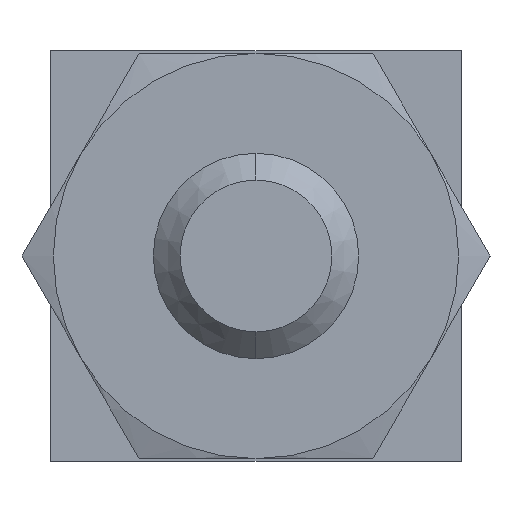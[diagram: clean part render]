
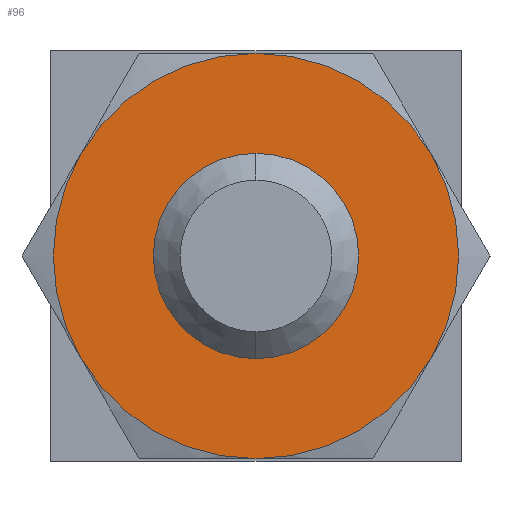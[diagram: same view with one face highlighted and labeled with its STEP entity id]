
A CAD part, left-side view. The second image highlights one B-rep face of the part: STEP entity #96.
In plain terms, the highlighted planar face has unit normal (-1, 0, 0).
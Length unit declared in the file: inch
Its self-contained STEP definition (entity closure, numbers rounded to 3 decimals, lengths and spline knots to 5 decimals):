
#63 = DIRECTION ( 'NONE',  ( -1., 0., 0. ) ) ;
#94 = CARTESIAN_POINT ( 'NONE',  ( 0., -0.16238, 0.09375 ) ) ;
#96 = ADVANCED_FACE ( 'PLANAR_0', ( #1030, #1027 ), #364, .F. ) ;
#99 = AXIS2_PLACEMENT_3D ( 'NONE', #533, #523, #515 ) ;
#110 = CARTESIAN_POINT ( 'NONE',  ( 0., -0.16238, -0.09375 ) ) ;
#124 = CARTESIAN_POINT ( 'NONE',  ( 0., 0., 0. ) ) ;
#141 = AXIS2_PLACEMENT_3D ( 'NONE', #723, #460, #288 ) ;
#204 = EDGE_CURVE ( 'NONE', #1348, #1120, #1009, .T. ) ;
#288 = DIRECTION ( 'NONE',  ( 0., 0., -1. ) ) ;
#360 = CIRCLE ( 'NONE', #1470, 0.095 ) ;
#362 = EDGE_CURVE ( 'NONE', #737, #1124, #906, .T. ) ;
#364 = PLANE ( 'NONE',  #141 ) ;
#386 = EDGE_CURVE ( 'NONE', #1124, #1280, #884, .T. ) ;
#390 = EDGE_CURVE ( 'NONE', #1233, #1520, #360, .T. ) ;
#403 = EDGE_CURVE ( 'NONE', #1280, #1348, #423, .T. ) ;
#423 = CIRCLE ( 'NONE', #1436, 0.1875 ) ;
#438 = DIRECTION ( 'NONE',  ( -1., 0., 0. ) ) ;
#460 = DIRECTION ( 'NONE',  ( 1., 0., 0. ) ) ;
#494 = CARTESIAN_POINT ( 'NONE',  ( 0., 0.16238, 0.09375 ) ) ;
#515 = DIRECTION ( 'NONE',  ( 0., 0., 1. ) ) ;
#523 = DIRECTION ( 'NONE',  ( -1., 0., 0. ) ) ;
#533 = CARTESIAN_POINT ( 'NONE',  ( 0., 0., 0. ) ) ;
#564 = DIRECTION ( 'NONE',  ( 0., 0., 1. ) ) ;
#582 = DIRECTION ( 'NONE',  ( 0., 0., 1. ) ) ;
#587 = EDGE_CURVE ( 'NONE', #700, #737, #853, .T. ) ;
#595 = DIRECTION ( 'NONE',  ( -1., 0., 0. ) ) ;
#603 = CARTESIAN_POINT ( 'NONE',  ( 0., 0., 0. ) ) ;
#630 = CARTESIAN_POINT ( 'NONE',  ( 0., 0.16238, -0.09375 ) ) ;
#640 = ORIENTED_EDGE ( 'NONE', *, *, #642, .T. ) ;
#642 = EDGE_CURVE ( 'NONE', #1120, #700, #829, .T. ) ;
#647 = EDGE_CURVE ( 'NONE', #1520, #1233, #835, .T. ) ;
#662 = CARTESIAN_POINT ( 'NONE',  ( 0., 0., -0.095 ) ) ;
#696 = CARTESIAN_POINT ( 'NONE',  ( 0., 0., 0. ) ) ;
#700 = VERTEX_POINT ( 'NONE', #1540 ) ;
#716 = DIRECTION ( 'NONE',  ( 0., 0., 1. ) ) ;
#723 = CARTESIAN_POINT ( 'NONE',  ( 0., 0., 0. ) ) ;
#730 = DIRECTION ( 'NONE',  ( -1., 0., 0. ) ) ;
#737 = VERTEX_POINT ( 'NONE', #494 ) ;
#742 = CARTESIAN_POINT ( 'NONE',  ( 0., 0., 0. ) ) ;
#823 = DIRECTION ( 'NONE',  ( 0., 0., 1. ) ) ;
#829 = CIRCLE ( 'NONE', #1132, 0.1875 ) ;
#835 = CIRCLE ( 'NONE', #1121, 0.095 ) ;
#842 = DIRECTION ( 'NONE',  ( 0., 0., 1. ) ) ;
#851 = CARTESIAN_POINT ( 'NONE',  ( 0., 0., 0. ) ) ;
#853 = CIRCLE ( 'NONE', #1158, 0.1875 ) ;
#884 = CIRCLE ( 'NONE', #1479, 0.1875 ) ;
#906 = CIRCLE ( 'NONE', #1502, 0.1875 ) ;
#969 = ORIENTED_EDGE ( 'NONE', *, *, #647, .F. ) ;
#1009 = CIRCLE ( 'NONE', #99, 0.1875 ) ;
#1027 = FACE_BOUND ( 'NONE', #1191, .T. ) ;
#1030 = FACE_OUTER_BOUND ( 'NONE', #1209, .T. ) ;
#1120 = VERTEX_POINT ( 'NONE', #94 ) ;
#1121 = AXIS2_PLACEMENT_3D ( 'NONE', #696, #63, #842 ) ;
#1124 = VERTEX_POINT ( 'NONE', #630 ) ;
#1132 = AXIS2_PLACEMENT_3D ( 'NONE', #1250, #438, #1382 ) ;
#1143 = ORIENTED_EDGE ( 'NONE', *, *, #403, .T. ) ;
#1158 = AXIS2_PLACEMENT_3D ( 'NONE', #124, #1373, #564 ) ;
#1191 = EDGE_LOOP ( 'NONE', ( #1357, #969 ) ) ;
#1192 = CARTESIAN_POINT ( 'NONE',  ( 0., 0., 0.095 ) ) ;
#1209 = EDGE_LOOP ( 'NONE', ( #1430, #1504, #1437, #1143, #1291, #640 ) ) ;
#1233 = VERTEX_POINT ( 'NONE', #1192 ) ;
#1237 = DIRECTION ( 'NONE',  ( 0., 0., 1. ) ) ;
#1244 = DIRECTION ( 'NONE',  ( -1., 0., 0. ) ) ;
#1250 = CARTESIAN_POINT ( 'NONE',  ( 0., 0., 0. ) ) ;
#1252 = CARTESIAN_POINT ( 'NONE',  ( 0., 0., 0. ) ) ;
#1259 = DIRECTION ( 'NONE',  ( -1., 0., 0. ) ) ;
#1280 = VERTEX_POINT ( 'NONE', #1471 ) ;
#1291 = ORIENTED_EDGE ( 'NONE', *, *, #204, .T. ) ;
#1348 = VERTEX_POINT ( 'NONE', #110 ) ;
#1357 = ORIENTED_EDGE ( 'NONE', *, *, #390, .F. ) ;
#1373 = DIRECTION ( 'NONE',  ( -1., 0., 0. ) ) ;
#1382 = DIRECTION ( 'NONE',  ( 0., 0., 1. ) ) ;
#1430 = ORIENTED_EDGE ( 'NONE', *, *, #587, .T. ) ;
#1436 = AXIS2_PLACEMENT_3D ( 'NONE', #603, #595, #582 ) ;
#1437 = ORIENTED_EDGE ( 'NONE', *, *, #386, .T. ) ;
#1470 = AXIS2_PLACEMENT_3D ( 'NONE', #742, #730, #716 ) ;
#1471 = CARTESIAN_POINT ( 'NONE',  ( 0., 0., -0.1875 ) ) ;
#1479 = AXIS2_PLACEMENT_3D ( 'NONE', #851, #1259, #823 ) ;
#1502 = AXIS2_PLACEMENT_3D ( 'NONE', #1252, #1244, #1237 ) ;
#1504 = ORIENTED_EDGE ( 'NONE', *, *, #362, .T. ) ;
#1520 = VERTEX_POINT ( 'NONE', #662 ) ;
#1540 = CARTESIAN_POINT ( 'NONE',  ( 0., 0., 0.1875 ) ) ;
